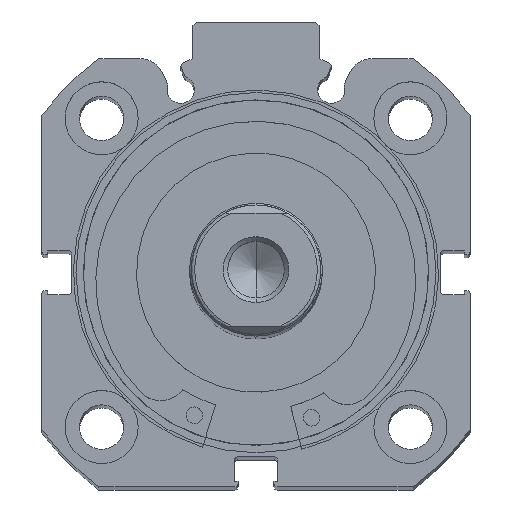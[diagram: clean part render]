
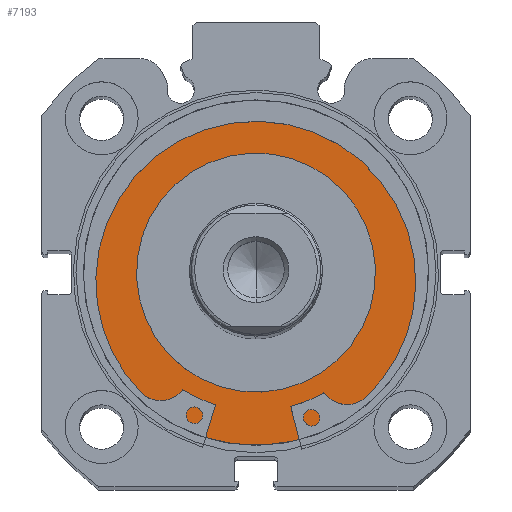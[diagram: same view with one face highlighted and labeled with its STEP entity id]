
A CAD part, top view. The second image highlights one B-rep face of the part: STEP entity #7193.
In plain terms, the highlighted face is planar.
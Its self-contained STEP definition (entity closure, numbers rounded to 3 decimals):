
#39 = VERTEX_POINT ( 'NONE', #345 ) ;
#88 = VERTEX_POINT ( 'NONE', #4013 ) ;
#95 = VERTEX_POINT ( 'NONE', #4020 ) ;
#226 = VERTEX_POINT ( 'NONE', #4150 ) ;
#345 = CARTESIAN_POINT ( 'NONE',  ( 3.5, 0., -26. ) ) ;
#1312 = FACE_BOUND ( 'NONE', #3313, .T. ) ;
#1318 = FACE_OUTER_BOUND ( 'NONE', #3338, .T. ) ;
#2555 = CARTESIAN_POINT ( 'NONE',  ( 3.5, 26., 0. ) ) ;
#2556 = PLANE ( 'NONE',  #2779 ) ;
#2557 = DIRECTION ( 'NONE',  ( 1., 0., 0. ) ) ;
#2558 = DIRECTION ( 'NONE',  ( 0., 0., -1. ) ) ;
#2779 = AXIS2_PLACEMENT_3D ( 'NONE', #2555, #2557, #2558 ) ;
#3313 = EDGE_LOOP ( 'NONE', ( #5461, #5460 ) ) ;
#3338 = EDGE_LOOP ( 'NONE', ( #5459, #5458 ) ) ;
#4013 = CARTESIAN_POINT ( 'NONE',  ( 3.5, 0., 26. ) ) ;
#4020 = CARTESIAN_POINT ( 'NONE',  ( 3.5, 0., -18. ) ) ;
#4150 = CARTESIAN_POINT ( 'NONE',  ( 3.5, 0., 18. ) ) ;
#4453 = CARTESIAN_POINT ( 'NONE',  ( 3.5, 0., 0. ) ) ;
#4454 = DIRECTION ( 'NONE',  ( -1., 0., 0. ) ) ;
#4455 = DIRECTION ( 'NONE',  ( 0., 0., 1. ) ) ;
#4458 = CARTESIAN_POINT ( 'NONE',  ( 3.5, 0., 0. ) ) ;
#4459 = DIRECTION ( 'NONE',  ( -1., 0., 0. ) ) ;
#4460 = DIRECTION ( 'NONE',  ( 0., 0., 1. ) ) ;
#4477 = CARTESIAN_POINT ( 'NONE',  ( 3.5, 0., 0. ) ) ;
#4480 = CARTESIAN_POINT ( 'NONE',  ( 3.5, 0., 0. ) ) ;
#4483 = DIRECTION ( 'NONE',  ( -1., 0., 0. ) ) ;
#4484 = DIRECTION ( 'NONE',  ( 0., 0., 1. ) ) ;
#4485 = DIRECTION ( 'NONE',  ( -1., 0., 0. ) ) ;
#4486 = DIRECTION ( 'NONE',  ( 0., 0., 1. ) ) ;
#5458 = ORIENTED_EDGE ( 'NONE', *, *, #6227, .T. ) ;
#5459 = ORIENTED_EDGE ( 'NONE', *, *, #6215, .T. ) ;
#5460 = ORIENTED_EDGE ( 'NONE', *, *, #6226, .F. ) ;
#5461 = ORIENTED_EDGE ( 'NONE', *, *, #6217, .F. ) ;
#6155 = CIRCLE ( 'NONE', #6744, 26. ) ;
#6157 = CIRCLE ( 'NONE', #6745, 18. ) ;
#6170 = CIRCLE ( 'NONE', #6751, 18. ) ;
#6171 = CIRCLE ( 'NONE', #6752, 26. ) ;
#6215 = EDGE_CURVE ( 'NONE', #88, #39, #6155, .T. ) ;
#6217 = EDGE_CURVE ( 'NONE', #226, #95, #6157, .T. ) ;
#6226 = EDGE_CURVE ( 'NONE', #95, #226, #6170, .T. ) ;
#6227 = EDGE_CURVE ( 'NONE', #39, #88, #6171, .T. ) ;
#6744 = AXIS2_PLACEMENT_3D ( 'NONE', #4453, #4454, #4455 ) ;
#6745 = AXIS2_PLACEMENT_3D ( 'NONE', #4458, #4459, #4460 ) ;
#6751 = AXIS2_PLACEMENT_3D ( 'NONE', #4477, #4483, #4484 ) ;
#6752 = AXIS2_PLACEMENT_3D ( 'NONE', #4480, #4485, #4486 ) ;
#7193 = ADVANCED_FACE ( 'NONE', ( #1312, #1318 ), #2556, .F. ) ;
